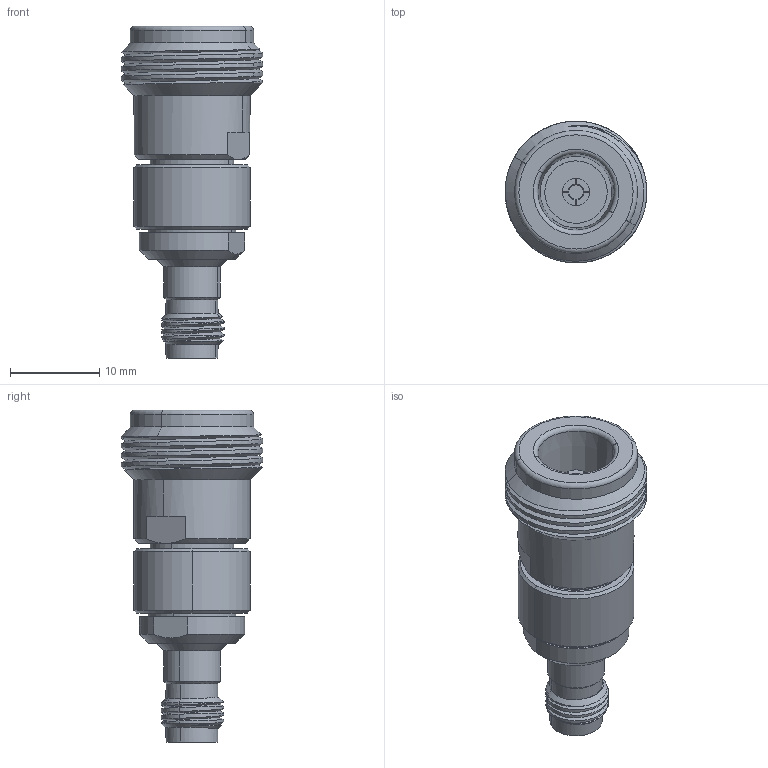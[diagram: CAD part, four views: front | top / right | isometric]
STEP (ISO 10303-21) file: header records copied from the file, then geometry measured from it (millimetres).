
FILE_DESCRIPTION (( 'STEP AP214' ), '1' );
FILE_NAME ('CT-NF2F-LN1.STEP', '2025-01-16T23:05:33', ( '' ), ( '' ), 'SwSTEP 2.0', 'SolidWorks 2021', '' );
FILE_SCHEMA (( 'AUTOMOTIVE_DESIGN' ));
Length unit declared in the file: inch
Products named in the file (1): CT-NF2F-LN1
Bounding box: 15.88 x 15.88 x 37.19 mm (x, y, z)
Volume: 3320.4 mm3; surface area: 2648 mm2
Topology: 1 solids, 2 shells, 174 faces, 430 edges, 274 vertices
Faces by surface type: cylinder 67, plane 55, cone 44, torus 4, bspline 4
Entity records: 10429 total; most frequent: CARTESIAN_POINT 4093, DIRECTION 876, ORIENTED_EDGE 856, EDGE_CURVE 428, AXIS2_PLACEMENT_3D 355, VERTEX_POINT 274, EDGE_LOOP 192, CIRCLE 184
